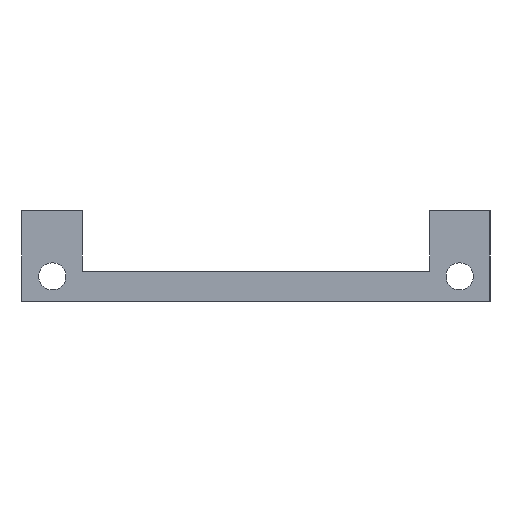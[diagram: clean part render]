
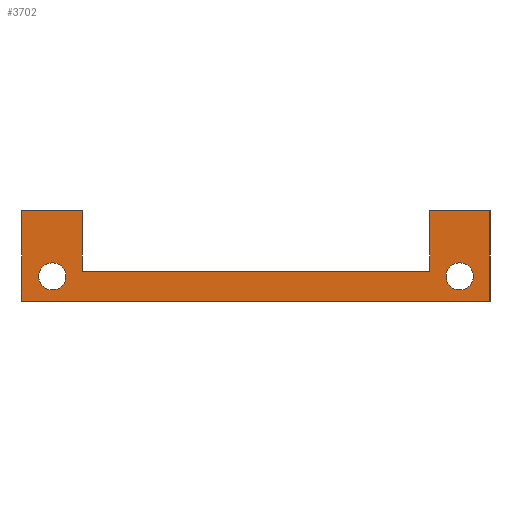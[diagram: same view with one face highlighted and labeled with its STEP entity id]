
A CAD part, left-side view. The second image highlights one B-rep face of the part: STEP entity #3702.
In plain terms, the highlighted planar face has unit normal (-1, 0, 0).
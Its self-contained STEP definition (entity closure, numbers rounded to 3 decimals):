
#19=FACE_BOUND('',#626,.T.);
#20=FACE_BOUND('',#627,.T.);
#43=CIRCLE('',#3904,0.9);
#44=CIRCLE('',#3905,0.9);
#429=FACE_OUTER_BOUND('',#625,.T.);
#625=EDGE_LOOP('',(#2580,#2581,#2582,#2583,#2584,#2585,#2586,#2587));
#626=EDGE_LOOP('',(#2588));
#627=EDGE_LOOP('',(#2589));
#878=LINE('',#4932,#1212);
#881=LINE('',#4938,#1215);
#883=LINE('',#4942,#1217);
#885=LINE('',#4946,#1219);
#888=LINE('',#4952,#1222);
#889=LINE('',#4954,#1223);
#890=LINE('',#4956,#1224);
#891=LINE('',#4957,#1225);
#1212=VECTOR('',#4082,10.);
#1215=VECTOR('',#4087,10.);
#1217=VECTOR('',#4091,10.);
#1219=VECTOR('',#4095,10.);
#1222=VECTOR('',#4100,10.);
#1223=VECTOR('',#4103,10.);
#1224=VECTOR('',#4106,10.);
#1225=VECTOR('',#4107,10.);
#1564=VERTEX_POINT('',#4928);
#1565=VERTEX_POINT('',#4930);
#1566=VERTEX_POINT('',#4934);
#1567=VERTEX_POINT('',#4936);
#1568=VERTEX_POINT('',#4940);
#1569=VERTEX_POINT('',#4944);
#1570=VERTEX_POINT('',#4948);
#1571=VERTEX_POINT('',#4950);
#1572=VERTEX_POINT('',#4958);
#1573=VERTEX_POINT('',#4960);
#1966=EDGE_CURVE('',#1564,#1565,#878,.T.);
#1969=EDGE_CURVE('',#1566,#1567,#881,.T.);
#1971=EDGE_CURVE('',#1568,#1566,#883,.T.);
#1973=EDGE_CURVE('',#1569,#1568,#885,.T.);
#1976=EDGE_CURVE('',#1570,#1571,#888,.T.);
#1977=EDGE_CURVE('',#1565,#1570,#889,.T.);
#1978=EDGE_CURVE('',#1571,#1569,#890,.T.);
#1979=EDGE_CURVE('',#1567,#1564,#891,.T.);
#1980=EDGE_CURVE('',#1572,#1572,#43,.T.);
#1981=EDGE_CURVE('',#1573,#1573,#44,.T.);
#2580=ORIENTED_EDGE('',*,*,#1966,.T.);
#2581=ORIENTED_EDGE('',*,*,#1977,.T.);
#2582=ORIENTED_EDGE('',*,*,#1976,.T.);
#2583=ORIENTED_EDGE('',*,*,#1978,.T.);
#2584=ORIENTED_EDGE('',*,*,#1973,.T.);
#2585=ORIENTED_EDGE('',*,*,#1971,.T.);
#2586=ORIENTED_EDGE('',*,*,#1969,.T.);
#2587=ORIENTED_EDGE('',*,*,#1979,.T.);
#2588=ORIENTED_EDGE('',*,*,#1980,.T.);
#2589=ORIENTED_EDGE('',*,*,#1981,.T.);
#3612=PLANE('',#3903);
#3702=ADVANCED_FACE('',(#429,#19,#20),#3612,.T.);
#3903=AXIS2_PLACEMENT_3D('',#4955,#4104,#4105);
#3904=AXIS2_PLACEMENT_3D('',#4959,#4108,#4109);
#3905=AXIS2_PLACEMENT_3D('',#4961,#4110,#4111);
#4082=DIRECTION('',(0.,0.,1.));
#4087=DIRECTION('',(0.,0.,-1.));
#4091=DIRECTION('',(0.,1.,0.));
#4095=DIRECTION('',(0.,0.,1.));
#4100=DIRECTION('',(0.,0.,-1.));
#4103=DIRECTION('',(0.,1.,0.));
#4104=DIRECTION('center_axis',(-1.,0.,0.));
#4105=DIRECTION('ref_axis',(0.,0.,1.));
#4106=DIRECTION('',(0.,-1.,0.));
#4107=DIRECTION('',(0.,1.,0.));
#4108=DIRECTION('center_axis',(1.,0.,0.));
#4109=DIRECTION('ref_axis',(0.,1.,0.));
#4110=DIRECTION('center_axis',(1.,0.,0.));
#4111=DIRECTION('ref_axis',(0.,1.,0.));
#4928=CARTESIAN_POINT('',(-35.,11.5,-6.));
#4930=CARTESIAN_POINT('',(-35.,11.5,-2.));
#4932=CARTESIAN_POINT('',(-35.,11.5,-2.));
#4934=CARTESIAN_POINT('',(-35.,-11.5,-2.));
#4936=CARTESIAN_POINT('',(-35.,-11.5,-6.));
#4938=CARTESIAN_POINT('',(-35.,-11.5,-6.));
#4940=CARTESIAN_POINT('',(-35.,-15.5,-2.));
#4942=CARTESIAN_POINT('',(-35.,-11.5,-2.));
#4944=CARTESIAN_POINT('',(-35.,-15.5,-8.));
#4946=CARTESIAN_POINT('',(-35.,-15.5,-8.));
#4948=CARTESIAN_POINT('',(-35.,15.5,-2.));
#4950=CARTESIAN_POINT('',(-35.,15.5,-8.));
#4952=CARTESIAN_POINT('',(-35.,15.5,8.));
#4954=CARTESIAN_POINT('',(-35.,11.5,-2.));
#4955=CARTESIAN_POINT('Origin',(-35.,0.,-5.));
#4956=CARTESIAN_POINT('',(-35.,15.5,-8.));
#4957=CARTESIAN_POINT('',(-35.,11.5,-6.));
#4958=CARTESIAN_POINT('',(-35.,12.589,-6.35));
#4959=CARTESIAN_POINT('Origin',(-35.,13.489,-6.35));
#4960=CARTESIAN_POINT('',(-35.,-14.389,-6.35));
#4961=CARTESIAN_POINT('Origin',(-35.,-13.489,-6.35));
